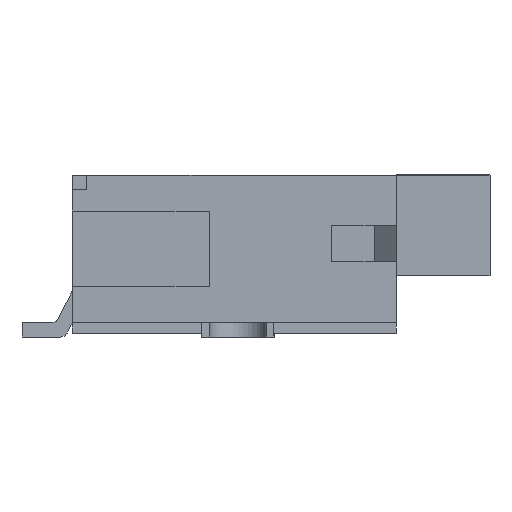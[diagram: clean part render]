
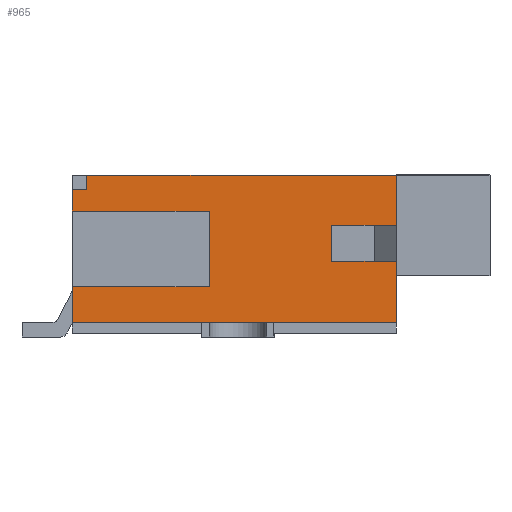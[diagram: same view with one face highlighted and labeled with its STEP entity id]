
A CAD part, left-side view. The second image highlights one B-rep face of the part: STEP entity #965.
In plain terms, the highlighted planar face has unit normal (-1, 0, 0).
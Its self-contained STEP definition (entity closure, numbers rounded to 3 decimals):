
#965 = ADVANCED_FACE( '', ( #1929 ), #1930, .T. );
#1929 = FACE_OUTER_BOUND( '', #2972, .T. );
#1930 = PLANE( '', #2973 );
#2972 = EDGE_LOOP( '', ( #5347, #5348, #5349, #5350, #5351, #5352, #5353, #5354, #5355, #5356, #5357, #5358, #5359, #5360 ) );
#2973 = AXIS2_PLACEMENT_3D( '', #5361, #5362, #5363 );
#5347 = ORIENTED_EDGE( '', *, *, #7898, .F. );
#5348 = ORIENTED_EDGE( '', *, *, #8006, .F. );
#5349 = ORIENTED_EDGE( '', *, *, #7851, .T. );
#5350 = ORIENTED_EDGE( '', *, *, #7933, .F. );
#5351 = ORIENTED_EDGE( '', *, *, #8220, .T. );
#5352 = ORIENTED_EDGE( '', *, *, #7297, .T. );
#5353 = ORIENTED_EDGE( '', *, *, #7848, .T. );
#5354 = ORIENTED_EDGE( '', *, *, #8221, .F. );
#5355 = ORIENTED_EDGE( '', *, *, #7662, .T. );
#5356 = ORIENTED_EDGE( '', *, *, #8163, .T. );
#5357 = ORIENTED_EDGE( '', *, *, #8222, .T. );
#5358 = ORIENTED_EDGE( '', *, *, #8223, .T. );
#5359 = ORIENTED_EDGE( '', *, *, #8140, .T. );
#5360 = ORIENTED_EDGE( '', *, *, #8224, .T. );
#5361 = CARTESIAN_POINT( '', ( -10.3, 0., 0. ) );
#5362 = DIRECTION( '', ( -1., 0., 0. ) );
#5363 = DIRECTION( '', ( 0., 0., 1. ) );
#7297 = EDGE_CURVE( '', #8924, #8921, #8925, .T. );
#7662 = EDGE_CURVE( '', #9560, #9558, #9561, .T. );
#7848 = EDGE_CURVE( '', #8921, #9869, #9871, .T. );
#7851 = EDGE_CURVE( '', #9876, #9874, #9877, .T. );
#7898 = EDGE_CURVE( '', #9948, #9949, #9950, .T. );
#7933 = EDGE_CURVE( '', #9994, #9874, #9996, .T. );
#8006 = EDGE_CURVE( '', #9876, #9948, #10106, .T. );
#8140 = EDGE_CURVE( '', #10295, #10296, #10297, .T. );
#8163 = EDGE_CURVE( '', #9558, #10327, #10329, .T. );
#8220 = EDGE_CURVE( '', #9994, #8924, #10402, .T. );
#8221 = EDGE_CURVE( '', #9560, #9869, #10403, .T. );
#8222 = EDGE_CURVE( '', #10327, #10404, #10405, .T. );
#8223 = EDGE_CURVE( '', #10404, #10295, #10406, .T. );
#8224 = EDGE_CURVE( '', #10296, #9949, #10407, .T. );
#8921 = VERTEX_POINT( '', #11285 );
#8924 = VERTEX_POINT( '', #11289 );
#8925 = LINE( '', #11290, #11291 );
#9558 = VERTEX_POINT( '', #12187 );
#9560 = VERTEX_POINT( '', #12190 );
#9561 = LINE( '', #12191, #12192 );
#9869 = VERTEX_POINT( '', #12666 );
#9871 = LINE( '', #12669, #12670 );
#9874 = VERTEX_POINT( '', #12674 );
#9876 = VERTEX_POINT( '', #12677 );
#9877 = LINE( '', #12678, #12679 );
#9948 = VERTEX_POINT( '', #12783 );
#9949 = VERTEX_POINT( '', #12784 );
#9950 = LINE( '', #12785, #12786 );
#9994 = VERTEX_POINT( '', #12859 );
#9996 = LINE( '', #12862, #12863 );
#10106 = LINE( '', #13023, #13024 );
#10295 = VERTEX_POINT( '', #13306 );
#10296 = VERTEX_POINT( '', #13307 );
#10297 = LINE( '', #13308, #13309 );
#10327 = VERTEX_POINT( '', #13354 );
#10329 = LINE( '', #13357, #13358 );
#10402 = LINE( '', #13468, #13469 );
#10403 = LINE( '', #13470, #13471 );
#10404 = VERTEX_POINT( '', #13472 );
#10405 = LINE( '', #13473, #13474 );
#10406 = LINE( '', #13475, #13476 );
#10407 = LINE( '', #13477, #13478 );
#11285 = CARTESIAN_POINT( '', ( -10.3, 2.25, -0.45 ) );
#11289 = CARTESIAN_POINT( '', ( -10.3, 0.35, -0.45 ) );
#11290 = CARTESIAN_POINT( '', ( -10.3, 0.35, -0.45 ) );
#11291 = VECTOR( '', #14408, 1000. );
#12187 = CARTESIAN_POINT( '', ( -10.3, -2.25, -0.1 ) );
#12190 = CARTESIAN_POINT( '', ( -10.3, -2.25, -0.95 ) );
#12191 = CARTESIAN_POINT( '', ( -10.3, -2.25, -1.1 ) );
#12192 = VECTOR( '', #14802, 1000. );
#12666 = CARTESIAN_POINT( '', ( -10.3, 2.25, -0.95 ) );
#12669 = CARTESIAN_POINT( '', ( -10.3, 2.25, 1.1 ) );
#12670 = VECTOR( '', #14973, 1000. );
#12674 = CARTESIAN_POINT( '', ( -10.3, 2.25, 0.6 ) );
#12677 = CARTESIAN_POINT( '', ( -10.3, 2.25, 0.9 ) );
#12678 = CARTESIAN_POINT( '', ( -10.3, 2.25, 1.1 ) );
#12679 = VECTOR( '', #14976, 1000. );
#12783 = CARTESIAN_POINT( '', ( -10.3, 2.05, 0.9 ) );
#12784 = CARTESIAN_POINT( '', ( -10.3, 2.05, 1.1 ) );
#12785 = CARTESIAN_POINT( '', ( -10.3, 2.05, 0. ) );
#12786 = VECTOR( '', #15016, 1000. );
#12859 = CARTESIAN_POINT( '', ( -10.3, 0.35, 0.6 ) );
#12862 = CARTESIAN_POINT( '', ( -10.3, 0.35, 0.6 ) );
#12863 = VECTOR( '', #15047, 1000. );
#13023 = CARTESIAN_POINT( '', ( -10.3, 0., 0.9 ) );
#13024 = VECTOR( '', #15110, 1000. );
#13306 = CARTESIAN_POINT( '', ( -10.3, -2.25, 0.4 ) );
#13307 = CARTESIAN_POINT( '', ( -10.3, -2.25, 1.1 ) );
#13308 = CARTESIAN_POINT( '', ( -10.3, -2.25, -1.1 ) );
#13309 = VECTOR( '', #15225, 1000. );
#13354 = CARTESIAN_POINT( '', ( -10.3, -1.35, -0.1 ) );
#13357 = CARTESIAN_POINT( '', ( -10.3, -2.25, -0.1 ) );
#13358 = VECTOR( '', #15242, 1000. );
#13468 = CARTESIAN_POINT( '', ( -10.3, 0.35, 0.6 ) );
#13469 = VECTOR( '', #15286, 1000. );
#13470 = CARTESIAN_POINT( '', ( -10.3, -2.25, -0.95 ) );
#13471 = VECTOR( '', #15287, 1000. );
#13472 = CARTESIAN_POINT( '', ( -10.3, -1.35, 0.4 ) );
#13473 = CARTESIAN_POINT( '', ( -10.3, -1.35, -0.1 ) );
#13474 = VECTOR( '', #15288, 1000. );
#13475 = CARTESIAN_POINT( '', ( -10.3, -1.35, 0.4 ) );
#13476 = VECTOR( '', #15289, 1000. );
#13477 = CARTESIAN_POINT( '', ( -10.3, -2.25, 1.1 ) );
#13478 = VECTOR( '', #15290, 1000. );
#14408 = DIRECTION( '', ( 0., 1., 0. ) );
#14802 = DIRECTION( '', ( 0., 0., 1. ) );
#14973 = DIRECTION( '', ( 0., 0., -1. ) );
#14976 = DIRECTION( '', ( 0., 0., -1. ) );
#15016 = DIRECTION( '', ( 0., 0., 1. ) );
#15047 = DIRECTION( '', ( 0., 1., 0. ) );
#15110 = DIRECTION( '', ( 0., -1., 0. ) );
#15225 = DIRECTION( '', ( 0., 0., 1. ) );
#15242 = DIRECTION( '', ( 0., 1., 0. ) );
#15286 = DIRECTION( '', ( 0., 0., -1. ) );
#15287 = DIRECTION( '', ( 0., 1., 0. ) );
#15288 = DIRECTION( '', ( 0., 0., 1. ) );
#15289 = DIRECTION( '', ( 0., -1., 0. ) );
#15290 = DIRECTION( '', ( 0., 1., 0. ) );
